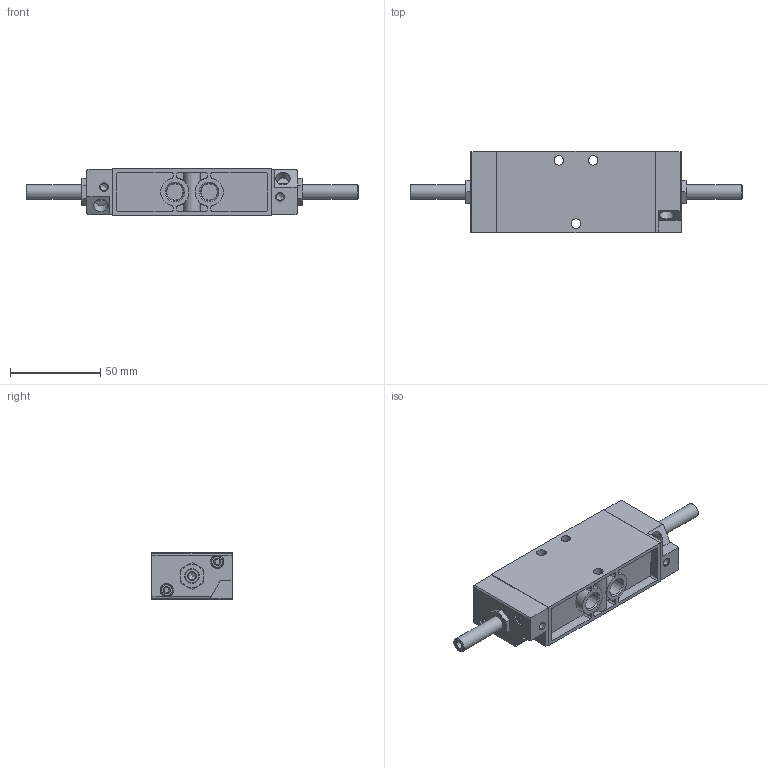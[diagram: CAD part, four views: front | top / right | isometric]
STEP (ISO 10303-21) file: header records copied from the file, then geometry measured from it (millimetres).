
FILE_DESCRIPTION(/* description */ ('STEP AP214'),/* implementation_level */ '2;1');
FILE_NAME(/* name */ '15613_JMFH-5-1_8-S-NPT',/* time_stamp */ '2024-08-29T15:46:15+02:00',/* author */ ('License CC BY-ND 4.0'),/* organization */ ('CADENAS'),/* preprocessor_version */ 'ST-DEVELOPER v19.3',/* originating_system */ 'PARTsolutions',/* authorisation */ ' ');
FILE_SCHEMA (('AUTOMOTIVE_DESIGN {1 0 10303 214 3 1 1}'));
Length unit declared in the file: millimetre
Products named in the file (1): 15613 JMFH-5-1/8-S-NPT
Bounding box: 184 x 45 x 26 mm (x, y, z)
Volume: 113712.2 mm3; surface area: 28923.2 mm2
Topology: 1 solids, 5 shells, 356 faces, 890 edges, 571 vertices
Faces by surface type: plane 157, cylinder 125, cone 70, torus 4
Full cylindrical faces by diameter (mm): 3.967 x2, 4.134 x2, 5.3 x3, 7 x6, 7.1 x2, 7.4 x4, 8 x2
Entity records: 10592 total; most frequent: CARTESIAN_POINT 2447, ORIENTED_EDGE 1662, DIRECTION 1626, EDGE_CURVE 831, AXIS2_PLACEMENT_3D 628, VERTEX_POINT 563, FACE_BOUND 440, EDGE_LOOP 436
